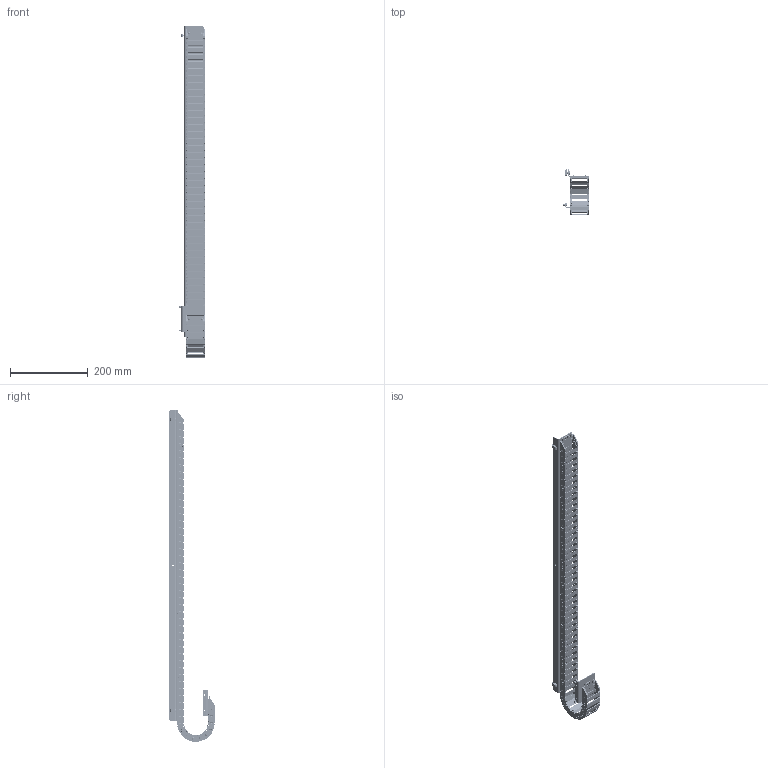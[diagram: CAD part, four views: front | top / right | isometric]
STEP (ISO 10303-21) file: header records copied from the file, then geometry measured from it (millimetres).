
FILE_DESCRIPTION (( 'STEP AP214' ), '1' );
FILE_NAME ('0186-1932_230704_FM01-TC1600-48x18_R.STEP', '2023-07-04T12:24:49', ( '' ), ( '' ), 'SwSTEP 2.0', 'SolidWorks 2023', '' );
FILE_SCHEMA (( 'AUTOMOTIVE_DESIGN' ));
Length unit declared in the file: millimetre
Products named in the file (11): 0230-0227_Lins.-Schr_I-6rd_M3x6_8.8_v-b; 0150-2189_Hammermutter N8!M4; 0230-0365_Lins.-Schr_I-6rd_M4x8_8.8_v-b; MONO_0180.030_Bi40; 0160-3622_TC01-48x18-52_TC1600-48x18-52; MONO_AW0180-MA!MI_Bi40; 0180-0713_F01k-WSK...._F01k-WSK-1600; 0186-1932_230704_FM01-TC1600-48x18_R; MONO_AW0180-FA!FI_Bi40; 0180-2484_FM01k-37S-WSK; 0230-0223_Lins.-Schr_I-6rd_M4x10_8.8_v-b_e.fix
Assembly tree (67 placements, depth 3):
  0186-1932_230704_FM01-TC1600-48x18_R
    0180-0713_F01k-WSK...._F01k-WSK-1600
    0160-3622_TC01-48x18-52_TC1600-48x18-52
      MONO_0180.030_Bi40  x52
      MONO_AW0180-FA!FI_Bi40
      MONO_AW0180-MA!MI_Bi40
    0180-2484_FM01k-37S-WSK
    0230-0227_Lins.-Schr_I-6rd_M3x6_8.8_v-b  x4
    0230-0223_Lins.-Schr_I-6rd_M4x10_8.8_v-b_e.fix  x2
    0150-2189_Hammermutter N8!M4  x2
    0230-0365_Lins.-Schr_I-6rd_M4x8_8.8_v-b  x2
Bounding box: 66.2 x 118.5 x 855.21 mm (x, y, z)
Volume: 313078.5 mm3; surface area: 374181.6 mm2
Topology: 120 solids, 120 shells, 7976 faces, 22306 edges, 14570 vertices
Faces by surface type: plane 4400, cylinder 2894, cone 502, torus 118, bspline 62
Full cylindrical faces by diameter (mm): 2.5 x15, 3.3 x2, 4.3 x7
Entity records: 25948 total; most frequent: CARTESIAN_POINT 8665, DIRECTION 3556, ORIENTED_EDGE 3464, EDGE_CURVE 1732, AXIS2_PLACEMENT_3D 1284, VERTEX_POINT 1111, LINE 988, VECTOR 988
